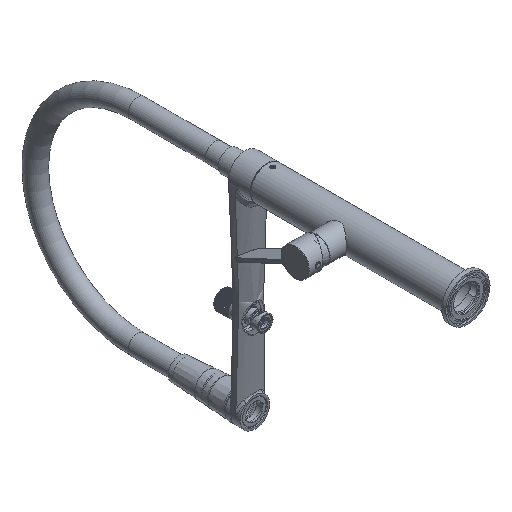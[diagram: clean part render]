
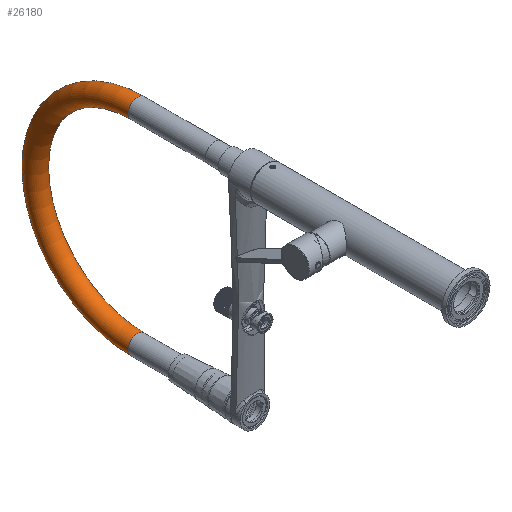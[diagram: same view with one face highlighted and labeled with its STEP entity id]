
A CAD part, isometric view. The second image highlights one B-rep face of the part: STEP entity #26180.
In plain terms, the highlighted toroidal (fillet/blend) face has major radius 125 mm and minor radius 11.5 mm.
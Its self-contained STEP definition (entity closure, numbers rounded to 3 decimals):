
#477 = DIRECTION ( 'NONE',  ( -1., 0., 0. ) ) ;
#1753 = CARTESIAN_POINT ( 'NONE',  ( 0., 398.39, 0. ) ) ;
#1844 = CARTESIAN_POINT ( 'NONE',  ( 0., 398.39, -125. ) ) ;
#2033 = CIRCLE ( 'NONE', #19399, 11.5 ) ;
#3206 = VERTEX_POINT ( 'NONE', #11269 ) ;
#3762 = VERTEX_POINT ( 'NONE', #15173 ) ;
#4823 = DIRECTION ( 'NONE',  ( -1., 0., 0. ) ) ;
#6345 = AXIS2_PLACEMENT_3D ( 'NONE', #1844, #4823, #30568 ) ;
#7738 = DIRECTION ( 'NONE',  ( -1., 0., 0. ) ) ;
#9966 = CIRCLE ( 'NONE', #22478, 11.5 ) ;
#11269 = CARTESIAN_POINT ( 'NONE',  ( -11.5, 398.39, -250. ) ) ;
#14694 = DIRECTION ( 'NONE',  ( 0., 1., 0. ) ) ;
#14819 = EDGE_LOOP ( 'NONE', ( #30954 ) ) ;
#15099 = ORIENTED_EDGE ( 'NONE', *, *, #30522, .T. ) ;
#15173 = CARTESIAN_POINT ( 'NONE',  ( -11.5, 398.39, 0. ) ) ;
#15775 = DIRECTION ( 'NONE',  ( 0., -1., 0. ) ) ;
#16507 = TOROIDAL_SURFACE ( 'NONE', #6345, 125., 11.5 ) ;
#17898 = EDGE_LOOP ( 'NONE', ( #15099 ) ) ;
#19399 = AXIS2_PLACEMENT_3D ( 'NONE', #1753, #15775, #7738 ) ;
#22010 = FACE_OUTER_BOUND ( 'NONE', #14819, .T. ) ;
#22478 = AXIS2_PLACEMENT_3D ( 'NONE', #28868, #14694, #477 ) ;
#26180 = ADVANCED_FACE ( 'NONE', ( #33543, #22010 ), #16507, .T. ) ;
#28868 = CARTESIAN_POINT ( 'NONE',  ( 0., 398.39, -250. ) ) ;
#30522 = EDGE_CURVE ( 'NONE', #3206, #3206, #9966, .T. ) ;
#30568 = DIRECTION ( 'NONE',  ( 0., 0., 1. ) ) ;
#30954 = ORIENTED_EDGE ( 'NONE', *, *, #36403, .F. ) ;
#33543 = FACE_OUTER_BOUND ( 'NONE', #17898, .T. ) ;
#36403 = EDGE_CURVE ( 'NONE', #3762, #3762, #2033, .T. ) ;
